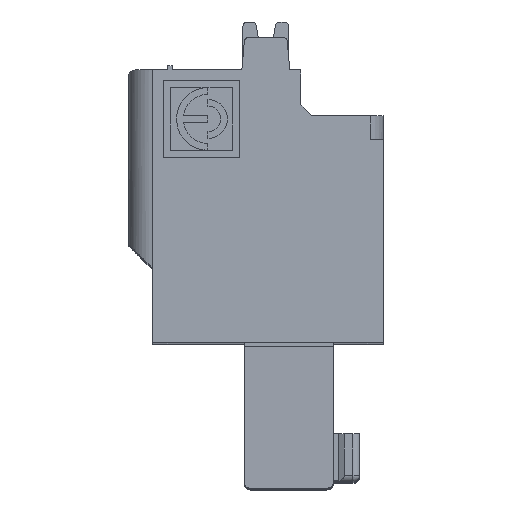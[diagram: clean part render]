
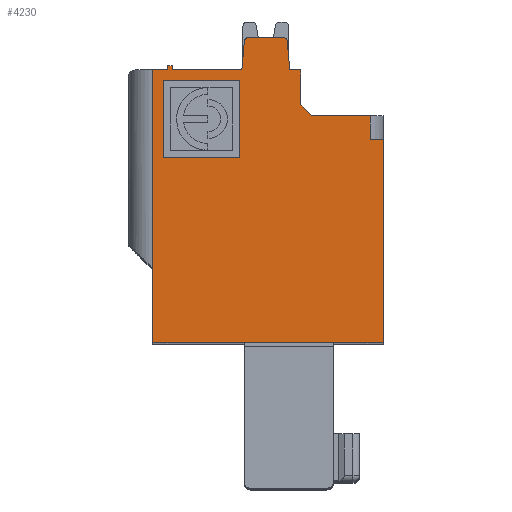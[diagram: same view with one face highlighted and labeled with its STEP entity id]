
A CAD part, top view. The second image highlights one B-rep face of the part: STEP entity #4230.
In plain terms, the highlighted planar face has unit normal (0, 0, 1).
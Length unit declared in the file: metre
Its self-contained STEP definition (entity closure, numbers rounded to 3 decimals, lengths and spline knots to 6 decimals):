
#4230=ADVANCED_FACE('',(#10793,#10794),#10795,.F.);
#7000=EDGE_CURVE('',#15023,#15020,#15024,.T.);
#10793=FACE_BOUND('',#19655,.T.);
#10794=FACE_OUTER_BOUND('',#19656,.T.);
#10795=PLANE('',#19657);
#15020=VERTEX_POINT('',#26342);
#15023=VERTEX_POINT('',#26347);
#15024=LINE('',#26348,#26349);
#15716=VERTEX_POINT('',#27819);
#15719=VERTEX_POINT('',#27824);
#15722=VERTEX_POINT('',#27829);
#15725=VERTEX_POINT('',#27834);
#16018=VERTEX_POINT('',#28505);
#17417=VERTEX_POINT('',#31534);
#17421=VERTEX_POINT('',#31540);
#17425=VERTEX_POINT('',#31546);
#17433=VERTEX_POINT('',#31560);
#19655=EDGE_LOOP('',(#37904,#37905,#37906,#37907));
#19656=EDGE_LOOP('',(#37908,#37909,#37910,#37911,#37912,#37913,#37914,#37915,#37916,#37917,#37918,#37919,#37920,#37921,#37922,#37923,#37924,#37925,#37926));
#19657=AXIS2_PLACEMENT_3D('',#37927,#37928,#37929);
#26342=CARTESIAN_POINT('',(0.2106,0.0093,-0.0148));
#26347=CARTESIAN_POINT('',(0.2106,0.0,-0.0148));
#26348=CARTESIAN_POINT('',(0.2106,0.0,-0.0148));
#26349=VECTOR('',#45213,1.0);
#27819=CARTESIAN_POINT('',(0.2041,0.0125,-0.0148));
#27824=CARTESIAN_POINT('',(0.204215,0.013817,-0.0148));
#27829=CARTESIAN_POINT('',(0.206185,0.013817,-0.0148));
#27834=CARTESIAN_POINT('',(0.2063,0.0125,-0.0148));
#28505=CARTESIAN_POINT('',(0.21,0.0093,-0.0148));
#31534=CARTESIAN_POINT('',(0.2009,0.0127,-0.0148));
#31540=CARTESIAN_POINT('',(0.2009,0.0125,-0.0148));
#31546=CARTESIAN_POINT('',(0.2007,0.0127,-0.0148));
#31560=CARTESIAN_POINT('',(0.2007,0.0125,-0.0148));
#37904=ORIENTED_EDGE('',*,*,#47582,.T.);
#37905=ORIENTED_EDGE('',*,*,#48088,.T.);
#37906=ORIENTED_EDGE('',*,*,#48089,.T.);
#37907=ORIENTED_EDGE('',*,*,#48057,.T.);
#37908=ORIENTED_EDGE('',*,*,#47372,.T.);
#37909=ORIENTED_EDGE('',*,*,#46348,.T.);
#37910=ORIENTED_EDGE('',*,*,#48090,.F.);
#37911=ORIENTED_EDGE('',*,*,#48027,.T.);
#37912=ORIENTED_EDGE('',*,*,#48025,.T.);
#37913=ORIENTED_EDGE('',*,*,#48022,.T.);
#37914=ORIENTED_EDGE('',*,*,#48019,.T.);
#37915=ORIENTED_EDGE('',*,*,#48017,.T.);
#37916=ORIENTED_EDGE('',*,*,#48091,.F.);
#37917=ORIENTED_EDGE('',*,*,#48092,.T.);
#37918=ORIENTED_EDGE('',*,*,#48093,.F.);
#37919=ORIENTED_EDGE('',*,*,#48094,.F.);
#37920=ORIENTED_EDGE('',*,*,#48095,.F.);
#37921=ORIENTED_EDGE('',*,*,#46465,.F.);
#37922=ORIENTED_EDGE('',*,*,#48096,.T.);
#37923=ORIENTED_EDGE('',*,*,#7000,.T.);
#37924=ORIENTED_EDGE('',*,*,#48097,.F.);
#37925=ORIENTED_EDGE('',*,*,#48098,.F.);
#37926=ORIENTED_EDGE('',*,*,#47336,.F.);
#37927=CARTESIAN_POINT('',(0.214572,0.033759,-0.0148));
#37928=DIRECTION('',(0.0,0.,-1.0));
#37929=DIRECTION('',(-1.0,0.0,0.0));
#45213=DIRECTION('',(0.0,1.0,0.));
#46348=EDGE_CURVE('',#49688,#49686,#49689,.T.);
#46465=EDGE_CURVE('',#49838,#49840,#49841,.T.);
#47336=EDGE_CURVE('',#50957,#50959,#50960,.T.);
#47372=EDGE_CURVE('',#50957,#49688,#51002,.T.);
#47582=EDGE_CURVE('',#51257,#51255,#51258,.T.);
#48017=EDGE_CURVE('',#15719,#15716,#51843,.T.);
#48019=EDGE_CURVE('',#51845,#15719,#51846,.T.);
#48022=EDGE_CURVE('',#51849,#51845,#51850,.T.);
#48025=EDGE_CURVE('',#15722,#51849,#51853,.T.);
#48027=EDGE_CURVE('',#15725,#15722,#51855,.T.);
#48057=EDGE_CURVE('',#51887,#51257,#51891,.T.);
#48088=EDGE_CURVE('',#51255,#51937,#51938,.T.);
#48089=EDGE_CURVE('',#51937,#51887,#51939,.T.);
#48090=EDGE_CURVE('',#15725,#49686,#51940,.T.);
#48091=EDGE_CURVE('',#17421,#15716,#51941,.T.);
#48092=EDGE_CURVE('',#17421,#17417,#51942,.T.);
#48093=EDGE_CURVE('',#17425,#17417,#51943,.T.);
#48094=EDGE_CURVE('',#17433,#17425,#51944,.T.);
#48095=EDGE_CURVE('',#49840,#17433,#51945,.T.);
#48096=EDGE_CURVE('',#49838,#15023,#51946,.T.);
#48097=EDGE_CURVE('',#16018,#15020,#51947,.T.);
#48098=EDGE_CURVE('',#50959,#16018,#51948,.T.);
#49686=VERTEX_POINT('',#53846);
#49688=VERTEX_POINT('',#53849);
#49689=LINE('',#53850,#53851);
#49838=VERTEX_POINT('',#54084);
#49840=VERTEX_POINT('',#54087);
#49841=LINE('',#54088,#54089);
#50957=VERTEX_POINT('',#55636);
#50959=VERTEX_POINT('',#55639);
#50960=LINE('',#55640,#55641);
#51002=LINE('',#55702,#55703);
#51255=VERTEX_POINT('',#56080);
#51257=VERTEX_POINT('',#56083);
#51258=LINE('',#56084,#56085);
#51843=LINE('',#56917,#56918);
#51845=VERTEX_POINT('',#56920);
#51846=CIRCLE('',#56921,0.0002);
#51849=VERTEX_POINT('',#56925);
#51850=LINE('',#56926,#56927);
#51853=CIRCLE('',#56931,0.0002);
#51855=LINE('',#56933,#56934);
#51887=VERTEX_POINT('',#56982);
#51891=LINE('',#56988,#56989);
#51937=VERTEX_POINT('',#57053);
#51938=LINE('',#57054,#57055);
#51939=LINE('',#57056,#57057);
#51940=LINE('',#57058,#57059);
#51941=LINE('',#57060,#57061);
#51942=LINE('',#57062,#57063);
#51943=LINE('',#57064,#57065);
#51944=LINE('',#57066,#57067);
#51945=LINE('',#57068,#57069);
#51946=LINE('',#57070,#57071);
#51947=LINE('',#57072,#57073);
#51948=LINE('',#57074,#57075);
#53846=CARTESIAN_POINT('',(0.206811,0.0125,-0.0148));
#53849=CARTESIAN_POINT('',(0.206811,0.010896,-0.0148));
#53850=CARTESIAN_POINT('',(0.206811,0.033759,-0.0148));
#53851=VECTOR('',#59572,1.0);
#54084=CARTESIAN_POINT('',(0.2,0.0,-0.0148));
#54087=CARTESIAN_POINT('',(0.2,0.0125,-0.0148));
#54088=CARTESIAN_POINT('',(0.2,0.0118,-0.0148));
#54089=VECTOR('',#59652,1.0);
#55636=CARTESIAN_POINT('',(0.207307,0.0104,-0.0148));
#55639=CARTESIAN_POINT('',(0.21,0.0104,-0.0148));
#55640=CARTESIAN_POINT('',(0.214572,0.0104,-0.0148));
#55641=VECTOR('',#60437,1.0);
#55702=CARTESIAN_POINT('',(0.199267,0.01844,-0.0148));
#55703=VECTOR('',#60496,1.0);
#56080=CARTESIAN_POINT('',(0.204,0.0085,-0.0148));
#56083=CARTESIAN_POINT('',(0.204,0.012,-0.0148));
#56084=CARTESIAN_POINT('',(0.204,0.033759,-0.0148));
#56085=VECTOR('',#60690,1.0);
#56917=CARTESIAN_POINT('',(0.204215,0.013817,-0.0148));
#56918=VECTOR('',#61057,1.0);
#56920=CARTESIAN_POINT('',(0.204414,0.014,-0.0148));
#56921=AXIS2_PLACEMENT_3D('',#61058,#61059,#61060);
#56925=CARTESIAN_POINT('',(0.205985,0.014,-0.0148));
#56926=CARTESIAN_POINT('',(0.204475,0.014,-0.0148));
#56927=VECTOR('',#61062,1.0);
#56931=AXIS2_PLACEMENT_3D('',#61064,#61065,#61066);
#56933=CARTESIAN_POINT('',(0.2063,0.0125,-0.0148));
#56934=VECTOR('',#61067,1.0);
#56982=CARTESIAN_POINT('',(0.2005,0.012,-0.0148));
#56988=CARTESIAN_POINT('',(0.214072,0.012,-0.0148));
#56989=VECTOR('',#61089,1.0);
#57053=CARTESIAN_POINT('',(0.2005,0.0085,-0.0148));
#57054=CARTESIAN_POINT('',(0.214072,0.0085,-0.0148));
#57055=VECTOR('',#61126,1.0);
#57056=CARTESIAN_POINT('',(0.2005,0.033759,-0.0148));
#57057=VECTOR('',#61127,1.0);
#57058=CARTESIAN_POINT('',(0.2063,0.0125,-0.0148));
#57059=VECTOR('',#61128,1.0);
#57060=CARTESIAN_POINT('',(0.2009,0.0125,-0.0148));
#57061=VECTOR('',#61129,1.0);
#57062=CARTESIAN_POINT('',(0.2009,0.0125,-0.0148));
#57063=VECTOR('',#61130,1.0);
#57064=CARTESIAN_POINT('',(0.2007,0.0127,-0.0148));
#57065=VECTOR('',#61131,1.0);
#57066=CARTESIAN_POINT('',(0.2007,0.0125,-0.0148));
#57067=VECTOR('',#61132,1.0);
#57068=CARTESIAN_POINT('',(0.2,0.0125,-0.0148));
#57069=VECTOR('',#61133,1.0);
#57070=CARTESIAN_POINT('',(0.196699,0.0,-0.0148));
#57071=VECTOR('',#61134,1.0);
#57072=CARTESIAN_POINT('',(0.21,0.0093,-0.0148));
#57073=VECTOR('',#61135,1.0);
#57074=CARTESIAN_POINT('',(0.21,0.0125,-0.0148));
#57075=VECTOR('',#61136,1.0);
#59572=DIRECTION('',(0.,1.0,0.));
#59652=DIRECTION('',(0.0,1.0,0.));
#60437=DIRECTION('',(1.0,0.,0.));
#60496=DIRECTION('',(-0.707,0.707,0.));
#60690=DIRECTION('',(0.,-1.0,0.));
#61057=DIRECTION('',(-0.087,-0.996,0.));
#61058=CARTESIAN_POINT('',(0.204414,0.0138,-0.0148));
#61059=DIRECTION('',(0.0,0.,1.0));
#61060=DIRECTION('',(0.0,1.0,0.));
#61062=DIRECTION('',(-1.0,-0.0,0.0));
#61064=CARTESIAN_POINT('',(0.205985,0.0138,-0.0148));
#61065=DIRECTION('',(0.,0.,1.0));
#61066=DIRECTION('',(0.996,0.087,0.));
#61067=DIRECTION('',(-0.087,0.996,0.));
#61089=DIRECTION('',(1.0,0.,0.));
#61126=DIRECTION('',(-1.0,0.,0.));
#61127=DIRECTION('',(0.,1.0,0.));
#61128=DIRECTION('',(1.0,0.0,0.0));
#61129=DIRECTION('',(1.0,0.0,0.0));
#61130=DIRECTION('',(0.0,1.0,0.));
#61131=DIRECTION('',(1.0,0.0,0.0));
#61132=DIRECTION('',(0.0,1.0,0.));
#61133=DIRECTION('',(1.0,0.0,0.0));
#61134=DIRECTION('',(1.0,0.0,0.0));
#61135=DIRECTION('',(1.0,0.0,0.0));
#61136=DIRECTION('',(0.0,-1.0,0.));
